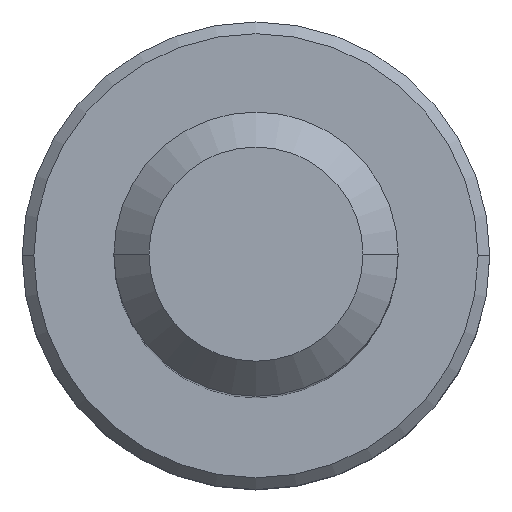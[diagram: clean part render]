
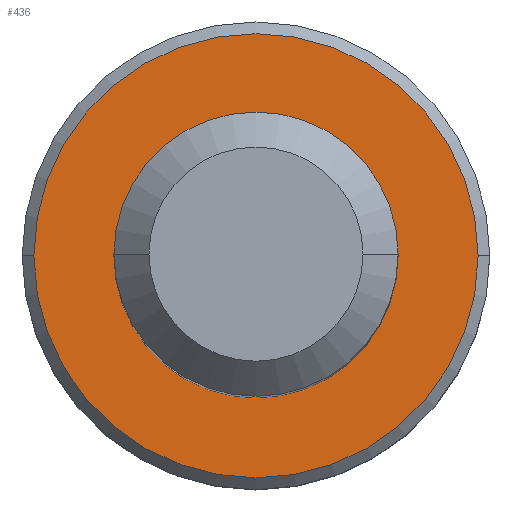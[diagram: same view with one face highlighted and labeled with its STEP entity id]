
A CAD part, top view. The second image highlights one B-rep face of the part: STEP entity #436.
In plain terms, the highlighted planar face has unit normal (0, 0, 1).
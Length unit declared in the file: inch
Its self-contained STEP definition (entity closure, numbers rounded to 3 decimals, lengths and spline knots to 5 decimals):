
#8 = EDGE_LOOP ( 'NONE', ( #568, #92 ) ) ;
#13 = CARTESIAN_POINT ( 'NONE',  ( 0., 0., -0.625 ) ) ;
#22 = DIRECTION ( 'NONE',  ( 0., 0., 1. ) ) ;
#65 = DIRECTION ( 'NONE',  ( -1., 0., 0. ) ) ;
#72 = DIRECTION ( 'NONE',  ( 0., 0., -1. ) ) ;
#75 = VERTEX_POINT ( 'NONE', #162 ) ;
#81 = ORIENTED_EDGE ( 'NONE', *, *, #129, .F. ) ;
#92 = ORIENTED_EDGE ( 'NONE', *, *, #790, .T. ) ;
#96 = ORIENTED_EDGE ( 'NONE', *, *, #271, .F. ) ;
#129 = EDGE_CURVE ( 'NONE', #159, #588, #626, .T. ) ;
#159 = VERTEX_POINT ( 'NONE', #668 ) ;
#162 = CARTESIAN_POINT ( 'NONE',  ( 0.14844, 0., -0.625 ) ) ;
#184 = AXIS2_PLACEMENT_3D ( 'NONE', #499, #191, #65 ) ;
#191 = DIRECTION ( 'NONE',  ( 0., 0., 1. ) ) ;
#258 = CARTESIAN_POINT ( 'NONE',  ( 0., 0., -0.625 ) ) ;
#263 = FACE_BOUND ( 'NONE', #765, .T. ) ;
#271 = EDGE_CURVE ( 'NONE', #588, #159, #768, .T. ) ;
#303 = AXIS2_PLACEMENT_3D ( 'NONE', #695, #72, #750 ) ;
#313 = AXIS2_PLACEMENT_3D ( 'NONE', #776, #604, #350 ) ;
#322 = DIRECTION ( 'NONE',  ( -1., 0., 0. ) ) ;
#350 = DIRECTION ( 'NONE',  ( -1., 0., 0. ) ) ;
#374 = DIRECTION ( 'NONE',  ( -1., 0., 0. ) ) ;
#398 = EDGE_CURVE ( 'NONE', #444, #75, #690, .T. ) ;
#436 = ADVANCED_FACE ( 'NONE', ( #574, #263 ), #644, .F. ) ;
#444 = VERTEX_POINT ( 'NONE', #566 ) ;
#473 = CARTESIAN_POINT ( 'NONE',  ( 0.095, 0., -0.625 ) ) ;
#487 = AXIS2_PLACEMENT_3D ( 'NONE', #258, #22, #374 ) ;
#499 = CARTESIAN_POINT ( 'NONE',  ( 0., 0., -0.625 ) ) ;
#539 = AXIS2_PLACEMENT_3D ( 'NONE', #13, #709, #322 ) ;
#566 = CARTESIAN_POINT ( 'NONE',  ( -0.14844, 0., -0.625 ) ) ;
#568 = ORIENTED_EDGE ( 'NONE', *, *, #398, .T. ) ;
#574 = FACE_OUTER_BOUND ( 'NONE', #8, .T. ) ;
#588 = VERTEX_POINT ( 'NONE', #473 ) ;
#604 = DIRECTION ( 'NONE',  ( 0., 0., 1. ) ) ;
#626 = CIRCLE ( 'NONE', #313, 0.095 ) ;
#644 = PLANE ( 'NONE',  #303 ) ;
#668 = CARTESIAN_POINT ( 'NONE',  ( -0.095, 0., -0.625 ) ) ;
#690 = CIRCLE ( 'NONE', #539, 0.14844 ) ;
#695 = CARTESIAN_POINT ( 'NONE',  ( 0., 0., -0.625 ) ) ;
#709 = DIRECTION ( 'NONE',  ( 0., 0., 1. ) ) ;
#732 = CIRCLE ( 'NONE', #487, 0.14844 ) ;
#750 = DIRECTION ( 'NONE',  ( -1., 0., 0. ) ) ;
#765 = EDGE_LOOP ( 'NONE', ( #96, #81 ) ) ;
#768 = CIRCLE ( 'NONE', #184, 0.095 ) ;
#776 = CARTESIAN_POINT ( 'NONE',  ( 0., 0., -0.625 ) ) ;
#790 = EDGE_CURVE ( 'NONE', #75, #444, #732, .T. ) ;
